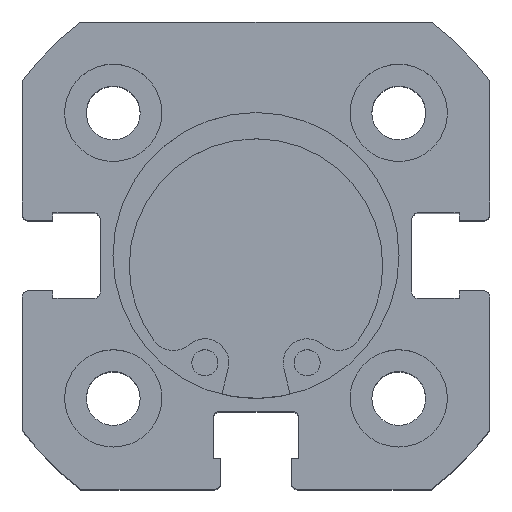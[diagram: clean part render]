
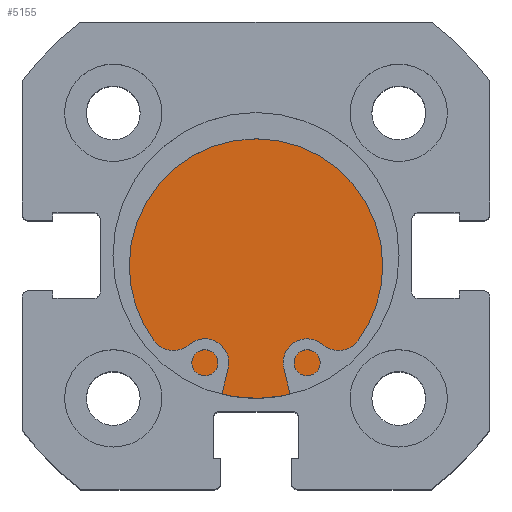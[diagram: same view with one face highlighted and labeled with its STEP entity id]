
A CAD part, top view. The second image highlights one B-rep face of the part: STEP entity #5155.
In plain terms, the highlighted face is planar.
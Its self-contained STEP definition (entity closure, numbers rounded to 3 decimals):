
#100 = DIRECTION ( 'NONE',  ( 0., 0., 1. ) ) ;
#103 = DIRECTION ( 'NONE',  ( -1., 0., 0. ) ) ;
#105 = PLANE ( 'NONE',  #4871 ) ;
#106 = CARTESIAN_POINT ( 'NONE',  ( 6., 11., 0. ) ) ;
#1296 = CARTESIAN_POINT ( 'NONE',  ( 6., 0., 11. ) ) ;
#1351 = CARTESIAN_POINT ( 'NONE',  ( 6., 0., -11. ) ) ;
#1805 = DIRECTION ( 'NONE',  ( -1., 0., 0. ) ) ;
#1808 = DIRECTION ( 'NONE',  ( 0., 0., 1. ) ) ;
#2381 = CARTESIAN_POINT ( 'NONE',  ( 6., 0., 0. ) ) ;
#2576 = AXIS2_PLACEMENT_3D ( 'NONE', #5353, #5352, #5351 ) ;
#2585 = EDGE_CURVE ( 'NONE', #5806, #5741, #3596, .T. ) ;
#2675 = EDGE_CURVE ( 'NONE', #5741, #5806, #3955, .T. ) ;
#3008 = AXIS2_PLACEMENT_3D ( 'NONE', #2381, #1805, #1808 ) ;
#3230 = ORIENTED_EDGE ( 'NONE', *, *, #2585, .F. ) ;
#3231 = ORIENTED_EDGE ( 'NONE', *, *, #2675, .F. ) ;
#3469 = EDGE_LOOP ( 'NONE', ( #3231, #3230 ) ) ;
#3596 = CIRCLE ( 'NONE', #2576, 11. ) ;
#3955 = CIRCLE ( 'NONE', #3008, 11. ) ;
#4522 = FACE_OUTER_BOUND ( 'NONE', #3469, .T. ) ;
#4871 = AXIS2_PLACEMENT_3D ( 'NONE', #106, #103, #100 ) ;
#5155 = ADVANCED_FACE ( 'NONE', ( #4522 ), #105, .F. ) ;
#5351 = DIRECTION ( 'NONE',  ( 0., 0., 1. ) ) ;
#5352 = DIRECTION ( 'NONE',  ( -1., 0., 0. ) ) ;
#5353 = CARTESIAN_POINT ( 'NONE',  ( 6., 0., 0. ) ) ;
#5741 = VERTEX_POINT ( 'NONE', #1296 ) ;
#5806 = VERTEX_POINT ( 'NONE', #1351 ) ;
